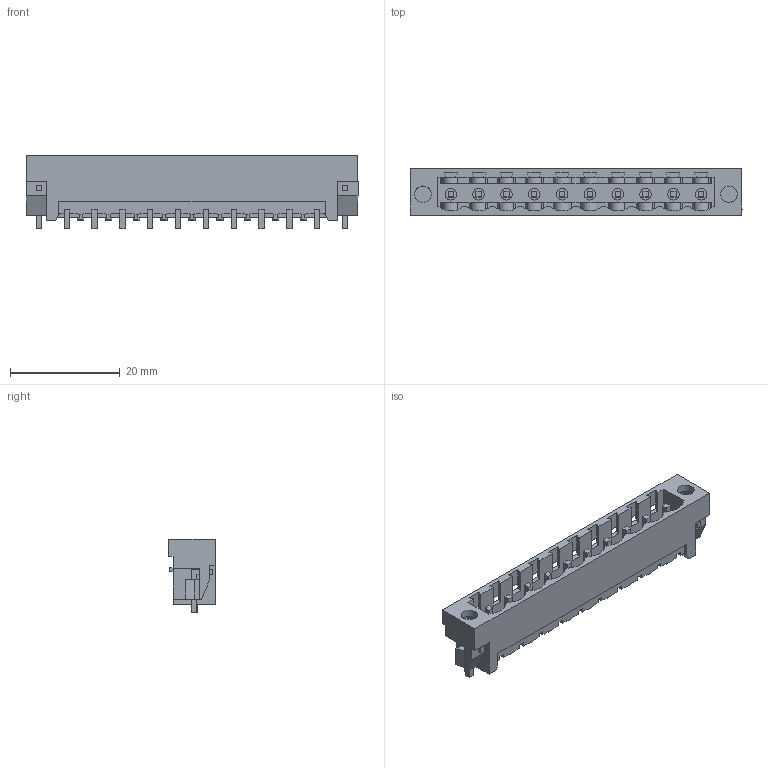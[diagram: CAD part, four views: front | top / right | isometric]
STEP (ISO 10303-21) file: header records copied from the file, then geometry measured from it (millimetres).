
FILE_DESCRIPTION(('CATIA V5 STEP Exchange','CAx-IF Rec.Pracs.--- Model Styling and Organization---1.2---2011-12-15'),'2;1');
FILE_NAME ('D1455950_0_1776442001_1776442001.stp','2018-03-21T09:56:44+00:00',('none'),('Weidmueller'),'CATIA Version 5-6 Release 2014','CATIA V5 STEP AP214','none');
FILE_SCHEMA(('AUTOMOTIVE_DESIGN { 1 0 10303 214 1 1 1 1 }'));
Length unit declared in the file: millimetre
Products named in the file (1): 1776442001
Bounding box: 60.6 x 8.43 x 13.5 mm (x, y, z)
Volume: 2265.2 mm3; surface area: 5156.5 mm2
Topology: 13 solids, 13 shells, 672 faces, 2118 edges, 1452 vertices
Faces by surface type: plane 565, cylinder 97, extrusion 10
Entity records: 23888 total; most frequent: CARTESIAN_POINT 5301, ORIENTED_EDGE 4236, DIRECTION 3249, EDGE_CURVE 2118, VECTOR 1762, LINE 1752, VERTEX_POINT 1452, AXIS2_PLACEMENT_3D 825
